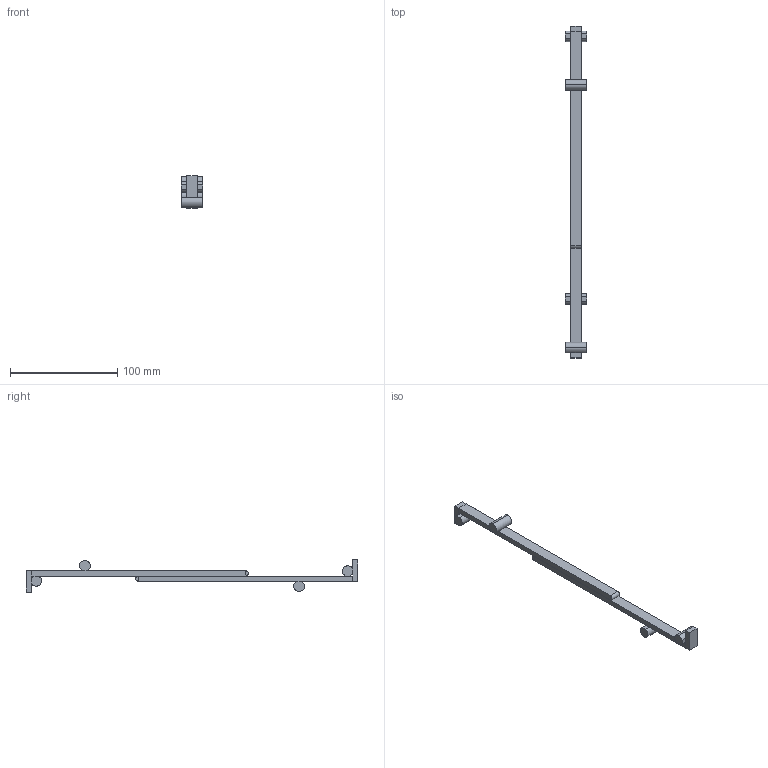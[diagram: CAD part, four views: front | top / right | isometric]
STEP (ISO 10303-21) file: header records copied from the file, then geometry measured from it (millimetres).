
FILE_DESCRIPTION(('STEP AP214'),'1');
FILE_NAME('stanga_1111.stp','2021-10-21T10:51:21',('Cubit 2021.5'),(' '),'Spatial InterOp 3D',' ',' ');
FILE_SCHEMA(('AUTOMOTIVE_DESIGN { 1 0 10303 214 1 1 1 1 }'));
Length unit declared in the file: millimetre
Products named in the file (1): 1
Bounding box: 20 x 310 x 30 mm (x, y, z)
Volume: 28303.4 mm3; surface area: 17002.2 mm2
Topology: 10 solids, 10 shells, 58 faces, 114 edges, 76 vertices
Faces by surface type: plane 46, cylinder 12
Entity records: 1533 total; most frequent: DIRECTION 274, CARTESIAN_POINT 258, ORIENTED_EDGE 228, EDGE_CURVE 114, AXIS2_PLACEMENT_3D 92, LINE 90, VECTOR 90, VERTEX_POINT 76
